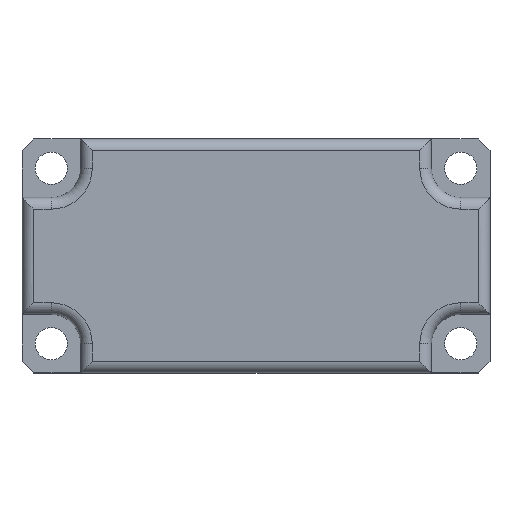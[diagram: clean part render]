
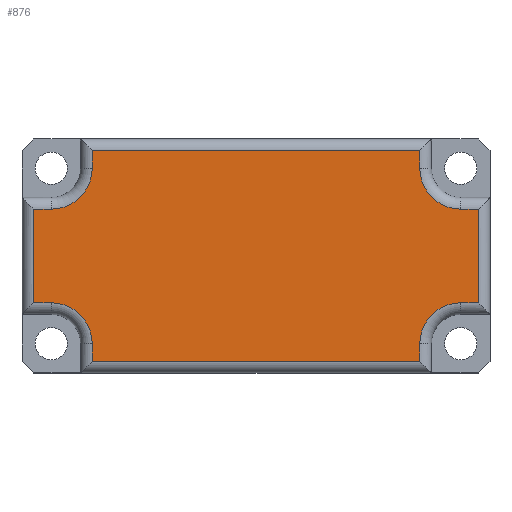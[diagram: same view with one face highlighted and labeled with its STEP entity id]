
A CAD part, top view. The second image highlights one B-rep face of the part: STEP entity #876.
In plain terms, the highlighted planar face has unit normal (0, 0, 1).
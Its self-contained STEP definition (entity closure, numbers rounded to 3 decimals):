
#73=CARTESIAN_POINT('',(-28.0,18.,5.0));
#74=VERTEX_POINT('',#73);
#75=CARTESIAN_POINT('',(28.0,18.,5.0));
#76=VERTEX_POINT('',#75);
#77=CARTESIAN_POINT('',(-28.0,18.,5.0));
#78=DIRECTION('',(1.0,0.0,0.0));
#79=VECTOR('',#78,56.0);
#80=LINE('',#77,#79);
#81=EDGE_CURVE('',#74,#76,#80,.T.);
#115=CARTESIAN_POINT('',(-38.0,-8.,5.0));
#116=VERTEX_POINT('',#115);
#117=CARTESIAN_POINT('',(-38.0,8.,5.0));
#118=VERTEX_POINT('',#117);
#119=CARTESIAN_POINT('',(-38.0,-8.,5.0));
#120=DIRECTION('',(0.0,1.0,0.0));
#121=VECTOR('',#120,16.);
#122=LINE('',#119,#121);
#123=EDGE_CURVE('',#116,#118,#122,.T.);
#157=CARTESIAN_POINT('',(38.0,8.,5.0));
#158=VERTEX_POINT('',#157);
#159=CARTESIAN_POINT('',(38.0,-8.,5.0));
#160=VERTEX_POINT('',#159);
#161=CARTESIAN_POINT('',(38.0,8.,5.0));
#162=DIRECTION('',(0.0,-1.0,0.0));
#163=VECTOR('',#162,16.);
#164=LINE('',#161,#163);
#165=EDGE_CURVE('',#158,#160,#164,.T.);
#199=CARTESIAN_POINT('',(-28.0,-15.,5.0));
#200=VERTEX_POINT('',#199);
#218=CARTESIAN_POINT('',(-28.0,-18.,5.0));
#219=VERTEX_POINT('',#218);
#227=CARTESIAN_POINT('',(-28.0,-18.,5.0));
#228=DIRECTION('',(0.0,1.0,0.0));
#229=VECTOR('',#228,3.);
#230=LINE('',#227,#229);
#231=EDGE_CURVE('',#219,#200,#230,.T.);
#241=CARTESIAN_POINT('',(28.0,-18.,5.0));
#242=VERTEX_POINT('',#241);
#243=CARTESIAN_POINT('',(28.,-18.,5.0));
#244=DIRECTION('',(-1.0,0.0,0.0));
#245=VECTOR('',#244,56.0);
#246=LINE('',#243,#245);
#247=EDGE_CURVE('',#242,#219,#246,.T.);
#275=CARTESIAN_POINT('',(28.0,-15.,5.0));
#276=VERTEX_POINT('',#275);
#284=CARTESIAN_POINT('',(28.0,-15.,5.0));
#285=DIRECTION('',(0.0,-1.0,0.0));
#286=VECTOR('',#285,3.);
#287=LINE('',#284,#286);
#288=EDGE_CURVE('',#276,#242,#287,.T.);
#307=CARTESIAN_POINT('',(35.0,-8.,5.0));
#308=VERTEX_POINT('',#307);
#316=CARTESIAN_POINT('',(35.0,-15.0,5.0));
#317=DIRECTION('',(0.0,0.0,1.0));
#318=DIRECTION('',(-0.707,0.707,0.0));
#319=AXIS2_PLACEMENT_3D('',#316,#317,#318);
#320=CIRCLE('',#319,7.);
#321=EDGE_CURVE('',#308,#276,#320,.T.);
#339=CARTESIAN_POINT('',(-35.0,-8.,5.0));
#340=VERTEX_POINT('',#339);
#358=CARTESIAN_POINT('',(-35.0,-15.0,5.0));
#359=DIRECTION('',(0.0,0.0,1.0));
#360=DIRECTION('',(0.707,0.707,0.0));
#361=AXIS2_PLACEMENT_3D('',#358,#359,#360);
#362=CIRCLE('',#361,7.);
#363=EDGE_CURVE('',#200,#340,#362,.T.);
#373=CARTESIAN_POINT('',(38.0,-8.,5.0));
#374=DIRECTION('',(-1.0,0.0,0.0));
#375=VECTOR('',#374,3.0);
#376=LINE('',#373,#375);
#377=EDGE_CURVE('',#160,#308,#376,.T.);
#402=CARTESIAN_POINT('',(-35.0,-8.0,5.0));
#403=DIRECTION('',(-1.0,0.0,0.0));
#404=VECTOR('',#403,3.0);
#405=LINE('',#402,#404);
#406=EDGE_CURVE('',#340,#116,#405,.T.);
#419=CARTESIAN_POINT('',(35.0,8.0,5.0));
#420=VERTEX_POINT('',#419);
#428=CARTESIAN_POINT('',(35.0,8.,5.0));
#429=DIRECTION('',(1.0,0.0,0.0));
#430=VECTOR('',#429,3.0);
#431=LINE('',#428,#430);
#432=EDGE_CURVE('',#420,#158,#431,.T.);
#449=CARTESIAN_POINT('',(-35.0,8.0,5.0));
#450=VERTEX_POINT('',#449);
#467=CARTESIAN_POINT('',(-38.0,8.,5.0));
#468=DIRECTION('',(1.0,0.0,0.0));
#469=VECTOR('',#468,3.0);
#470=LINE('',#467,#469);
#471=EDGE_CURVE('',#118,#450,#470,.T.);
#483=CARTESIAN_POINT('',(28.0,15.,5.0));
#484=VERTEX_POINT('',#483);
#492=CARTESIAN_POINT('',(35.0,15.0,5.0));
#493=DIRECTION('',(0.0,0.0,1.0));
#494=DIRECTION('',(-0.707,-0.707,0.0));
#495=AXIS2_PLACEMENT_3D('',#492,#493,#494);
#496=CIRCLE('',#495,7.);
#497=EDGE_CURVE('',#484,#420,#496,.T.);
#515=CARTESIAN_POINT('',(-28.0,15.,5.0));
#516=VERTEX_POINT('',#515);
#534=CARTESIAN_POINT('',(-35.0,15.0,5.0));
#535=DIRECTION('',(0.0,0.0,1.0));
#536=DIRECTION('',(0.707,-0.707,0.0));
#537=AXIS2_PLACEMENT_3D('',#534,#535,#536);
#538=CIRCLE('',#537,7.);
#539=EDGE_CURVE('',#450,#516,#538,.T.);
#549=CARTESIAN_POINT('',(28.0,18.,5.0));
#550=DIRECTION('',(0.0,-1.0,0.0));
#551=VECTOR('',#550,3.);
#552=LINE('',#549,#551);
#553=EDGE_CURVE('',#76,#484,#552,.T.);
#578=CARTESIAN_POINT('',(-28.0,15.,5.0));
#579=DIRECTION('',(0.0,1.0,0.0));
#580=VECTOR('',#579,3.0);
#581=LINE('',#578,#580);
#582=EDGE_CURVE('',#516,#74,#581,.T.);
#853=CARTESIAN_POINT('',(0.,0.,5.0));
#854=DIRECTION('',(0.0,0.0,1.0));
#855=DIRECTION('',(1.0,0.0,0.0));
#856=AXIS2_PLACEMENT_3D('',#853,#854,#855);
#857=PLANE('',#856);
#858=ORIENTED_EDGE('',*,*,#231,.F.);
#859=ORIENTED_EDGE('',*,*,#247,.F.);
#860=ORIENTED_EDGE('',*,*,#288,.F.);
#861=ORIENTED_EDGE('',*,*,#321,.F.);
#862=ORIENTED_EDGE('',*,*,#377,.F.);
#863=ORIENTED_EDGE('',*,*,#165,.F.);
#864=ORIENTED_EDGE('',*,*,#432,.F.);
#865=ORIENTED_EDGE('',*,*,#497,.F.);
#866=ORIENTED_EDGE('',*,*,#553,.F.);
#867=ORIENTED_EDGE('',*,*,#81,.F.);
#868=ORIENTED_EDGE('',*,*,#582,.F.);
#869=ORIENTED_EDGE('',*,*,#539,.F.);
#870=ORIENTED_EDGE('',*,*,#471,.F.);
#871=ORIENTED_EDGE('',*,*,#123,.F.);
#872=ORIENTED_EDGE('',*,*,#406,.F.);
#873=ORIENTED_EDGE('',*,*,#363,.F.);
#874=EDGE_LOOP('',(#858,#859,#860,#861,#862,#863,#864,#865,#866,#867,#868,#869,#870,#871,#872,#873));
#875=FACE_OUTER_BOUND('',#874,.T.);
#876=ADVANCED_FACE('',(#875),#857,.T.);
